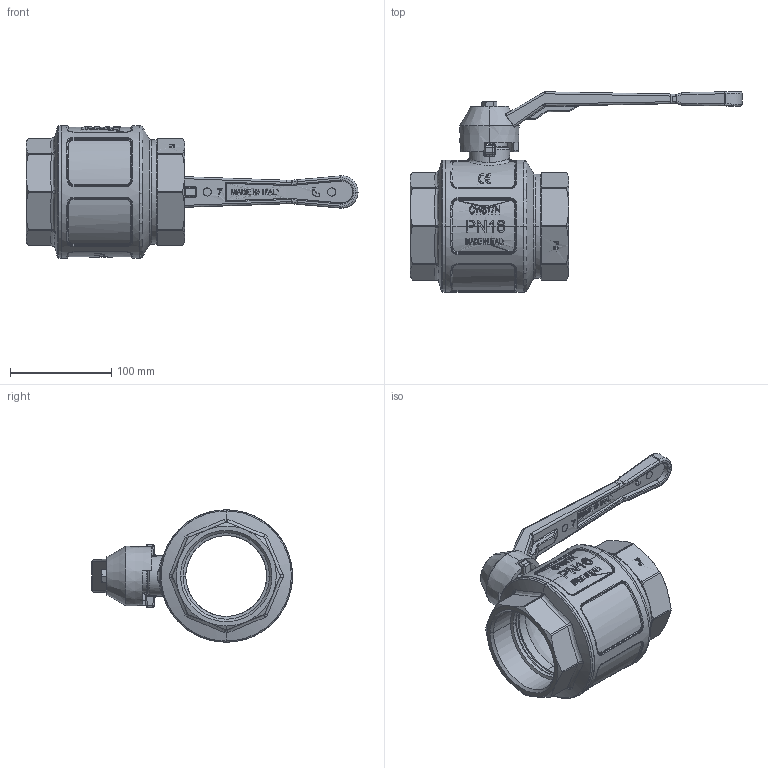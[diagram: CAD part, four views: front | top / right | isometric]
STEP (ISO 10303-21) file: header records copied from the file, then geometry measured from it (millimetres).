
FILE_DESCRIPTION (( 'STEP AP214' ), '1' );
FILE_NAME ('IT-IDEAL09011_R.STEP', '2018-09-21T10:10:06', ( '' ), ( '' ), 'SwSTEP 2.0', 'SolidWorks 2018', '' );
FILE_SCHEMA (( 'AUTOMOTIVE_DESIGN' ));
Length unit declared in the file: millimetre
Products named in the file (1): IT-IDEAL09011_R
Bounding box: 328.5 x 198.74 x 131 mm (x, y, z)
Surface area: 155266.7 mm2 (no closed solid volume)
Topology: 0 solids, 6 shells, 1057 faces, 2650 edges, 1621 vertices
Faces by surface type: bspline 331, plane 321, cylinder 236, torus 85, cone 72, sphere 12
Entity records: 60322 total; most frequent: CARTESIAN_POINT 42115, ORIENTED_EDGE 5120, EDGE_CURVE 2622, B_SPLINE_CURVE_WITH_KNOTS 2449, VERTEX_POINT 1621, DIRECTION 1462, EDGE_LOOP 1131, ADVANCED_FACE 1057
